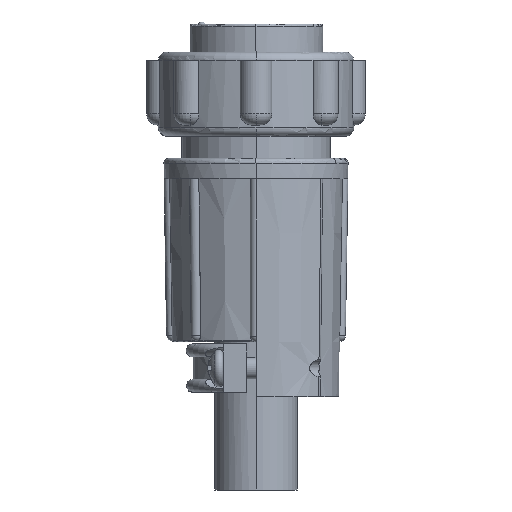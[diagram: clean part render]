
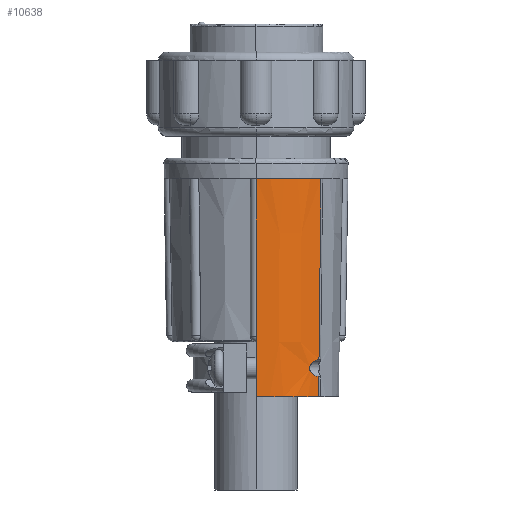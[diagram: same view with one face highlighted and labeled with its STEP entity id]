
A CAD part, left-side view. The second image highlights one B-rep face of the part: STEP entity #10638.
In plain terms, the highlighted conical face has half-angle 0.9 degrees and reference radius 12.529 mm.
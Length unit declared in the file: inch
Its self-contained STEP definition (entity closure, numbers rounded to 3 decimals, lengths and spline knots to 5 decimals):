
#1 = FACE_OUTER_BOUND ( 'NONE', #5051, .T. ) ;
#34 = AXIS2_PLACEMENT_3D ( 'NONE', #2214, #2764, #2601 ) ;
#369 = VECTOR ( 'NONE', #4160, 39.37008 ) ;
#547 = VECTOR ( 'NONE', #5565, 39.37008 ) ;
#602 = VECTOR ( 'NONE', #5744, 39.37008 ) ;
#2214 = CARTESIAN_POINT ( 'NONE',  ( 0., 0., -0.447 ) ) ;
#2601 = DIRECTION ( 'NONE',  ( 1., 0., 0. ) ) ;
#2764 = DIRECTION ( 'NONE',  ( 0., 0., 1. ) ) ;
#3308 = CONICAL_SURFACE ( 'NONE', #34, 0.49327, 0.016 ) ;
#4160 = DIRECTION ( 'NONE',  ( -0.016, 0., 1. ) ) ;
#4162 = CARTESIAN_POINT ( 'NONE',  ( -0.03, 0., -29.93762 ) ) ;
#4163 = LINE ( 'NONE', #4162, #369 ) ;
#4661 = VERTEX_POINT ( 'NONE', #14618 ) ;
#4697 = VERTEX_POINT ( 'NONE', #14308 ) ;
#4750 = VERTEX_POINT ( 'NONE', #14108 ) ;
#5051 = EDGE_LOOP ( 'NONE', ( #14191, #14193, #14183, #14187, #14199, #14197, #14204 ) ) ;
#5565 = DIRECTION ( 'NONE',  ( -0.011, -0.011, 1. ) ) ;
#5566 = CARTESIAN_POINT ( 'NONE',  ( -0.3488, -0.3488, -0.447 ) ) ;
#5567 = LINE ( 'NONE', #5566, #547 ) ;
#5728 = LINE ( 'NONE', #5734, #602 ) ;
#5734 = CARTESIAN_POINT ( 'NONE',  ( -0.3488, -0.3488, -0.447 ) ) ;
#5744 = DIRECTION ( 'NONE',  ( -0.011, -0.011, 1. ) ) ;
#7431 = VERTEX_POINT ( 'NONE', #13574 ) ;
#7465 = VERTEX_POINT ( 'NONE', #13758 ) ;
#7494 = VERTEX_POINT ( 'NONE', #14701 ) ;
#7520 = VERTEX_POINT ( 'NONE', #13006 ) ;
#7582 = B_SPLINE_CURVE_WITH_KNOTS ( 'NONE', 3,
 ( #12715, #12714, #12713, #12712, #12711, #12710, #12709, #12708, #12707, #12706, #12705, #12704, #12703, #12702, #12701, #12700, #12699, #12698, #12697, #12696, #12695, #12694, #12693, #12692 ),
 .UNSPECIFIED., .F., .F.,
 ( 4, 2, 2, 2, 2, 2, 2, 2, 2, 2, 2, 4 ),
 ( 0., 0.00055, 0.00109, 0.00164, 0.00191, 0.00219, 0.00246, 0.00273, 0.00301, 0.00328, 0.00383, 0.00437 ),
 .UNSPECIFIED. ) ;
#8052 = AXIS2_PLACEMENT_3D ( 'NONE', #12327, #12326, #12325 ) ;
#8129 = VECTOR ( 'NONE', #9357, 39.37008 ) ;
#8250 = AXIS2_PLACEMENT_3D ( 'NONE', #9102, #9101, #9100 ) ;
#9100 = DIRECTION ( 'NONE',  ( 1., 0., 0. ) ) ;
#9101 = DIRECTION ( 'NONE',  ( 0., 0., 1. ) ) ;
#9102 = CARTESIAN_POINT ( 'NONE',  ( 0., 0., -1.617 ) ) ;
#9357 = DIRECTION ( 'NONE',  ( 0.016, 0., -1. ) ) ;
#9358 = CARTESIAN_POINT ( 'NONE',  ( -0.49327, 0., -0.447 ) ) ;
#9359 = LINE ( 'NONE', #9358, #8129 ) ;
#10162 = EDGE_CURVE ( 'NONE', #7494, #7520, #7582, .T. ) ;
#10188 = EDGE_CURVE ( 'NONE', #4661, #4750, #10984, .T. ) ;
#10276 = EDGE_CURVE ( 'NONE', #7465, #4697, #9359, .T. ) ;
#10314 = EDGE_CURVE ( 'NONE', #4697, #7431, #10857, .T. ) ;
#10638 = ADVANCED_FACE ( 'NONE', ( #1 ), #3308, .T. ) ;
#10746 = EDGE_CURVE ( 'NONE', #7431, #7494, #5567, .T. ) ;
#10790 = EDGE_CURVE ( 'NONE', #7520, #4661, #5728, .T. ) ;
#10857 = CIRCLE ( 'NONE', #8250, 0.47489 ) ;
#10914 = EDGE_CURVE ( 'NONE', #7465, #4750, #4163, .T. ) ;
#10984 = CIRCLE ( 'NONE', #8052, 0.49327 ) ;
#12325 = DIRECTION ( 'NONE',  ( 1., 0., 0. ) ) ;
#12326 = DIRECTION ( 'NONE',  ( 0., 0., -1. ) ) ;
#12327 = CARTESIAN_POINT ( 'NONE',  ( 0., 0., -0.447 ) ) ;
#12692 = CARTESIAN_POINT ( 'NONE',  ( -0.33801, -0.33801, -1.4176 ) ) ;
#12693 = CARTESIAN_POINT ( 'NONE',  ( -0.34315, -0.33287, -1.41794 ) ) ;
#12694 = CARTESIAN_POINT ( 'NONE',  ( -0.34812, -0.32763, -1.41914 ) ) ;
#12695 = CARTESIAN_POINT ( 'NONE',  ( -0.35741, -0.31738, -1.42308 ) ) ;
#12696 = CARTESIAN_POINT ( 'NONE',  ( -0.36178, -0.31231, -1.42582 ) ) ;
#12697 = CARTESIAN_POINT ( 'NONE',  ( -0.36777, -0.30505, -1.43132 ) ) ;
#12698 = CARTESIAN_POINT ( 'NONE',  ( -0.36964, -0.30273, -1.43336 ) ) ;
#12699 = CARTESIAN_POINT ( 'NONE',  ( -0.37308, -0.29836, -1.43794 ) ) ;
#12700 = CARTESIAN_POINT ( 'NONE',  ( -0.37468, -0.29628, -1.44052 ) ) ;
#12701 = CARTESIAN_POINT ( 'NONE',  ( -0.3774, -0.29267, -1.44619 ) ) ;
#12702 = CARTESIAN_POINT ( 'NONE',  ( -0.37853, -0.29112, -1.4493 ) ) ;
#12703 = CARTESIAN_POINT ( 'NONE',  ( -0.3801, -0.28888, -1.45607 ) ) ;
#12704 = CARTESIAN_POINT ( 'NONE',  ( -0.38052, -0.28823, -1.4597 ) ) ;
#12705 = CARTESIAN_POINT ( 'NONE',  ( -0.38047, -0.28811, -1.46694 ) ) ;
#12706 = CARTESIAN_POINT ( 'NONE',  ( -0.38, -0.28864, -1.47056 ) ) ;
#12707 = CARTESIAN_POINT ( 'NONE',  ( -0.37832, -0.29066, -1.47733 ) ) ;
#12708 = CARTESIAN_POINT ( 'NONE',  ( -0.37713, -0.29214, -1.48048 ) ) ;
#12709 = CARTESIAN_POINT ( 'NONE',  ( -0.37286, -0.29738, -1.48903 ) ) ;
#12710 = CARTESIAN_POINT ( 'NONE',  ( -0.36914, -0.3019, -1.49356 ) ) ;
#12711 = CARTESIAN_POINT ( 'NONE',  ( -0.36101, -0.3114, -1.50072 ) ) ;
#12712 = CARTESIAN_POINT ( 'NONE',  ( -0.35648, -0.31653, -1.50343 ) ) ;
#12713 = CARTESIAN_POINT ( 'NONE',  ( -0.34707, -0.32674, -1.50716 ) ) ;
#12714 = CARTESIAN_POINT ( 'NONE',  ( -0.34215, -0.33186, -1.50823 ) ) ;
#12715 = CARTESIAN_POINT ( 'NONE',  ( -0.33701, -0.33701, -1.50846 ) ) ;
#13006 = CARTESIAN_POINT ( 'NONE',  ( -0.33801, -0.33801, -1.4176 ) ) ;
#13574 = CARTESIAN_POINT ( 'NONE',  ( -0.3358, -0.3358, -1.617 ) ) ;
#13758 = CARTESIAN_POINT ( 'NONE',  ( -0.47999, 0., -1.29247 ) ) ;
#14108 = CARTESIAN_POINT ( 'NONE',  ( -0.49327, 0., -0.447 ) ) ;
#14183 = ORIENTED_EDGE ( 'NONE', *, *, #10314, .T. ) ;
#14187 = ORIENTED_EDGE ( 'NONE', *, *, #10746, .T. ) ;
#14191 = ORIENTED_EDGE ( 'NONE', *, *, #10914, .F. ) ;
#14193 = ORIENTED_EDGE ( 'NONE', *, *, #10276, .T. ) ;
#14197 = ORIENTED_EDGE ( 'NONE', *, *, #10790, .T. ) ;
#14199 = ORIENTED_EDGE ( 'NONE', *, *, #10162, .T. ) ;
#14204 = ORIENTED_EDGE ( 'NONE', *, *, #10188, .T. ) ;
#14308 = CARTESIAN_POINT ( 'NONE',  ( -0.47489, 0., -1.617 ) ) ;
#14618 = CARTESIAN_POINT ( 'NONE',  ( -0.3488, -0.3488, -0.447 ) ) ;
#14701 = CARTESIAN_POINT ( 'NONE',  ( -0.33701, -0.33701, -1.50846 ) ) ;
